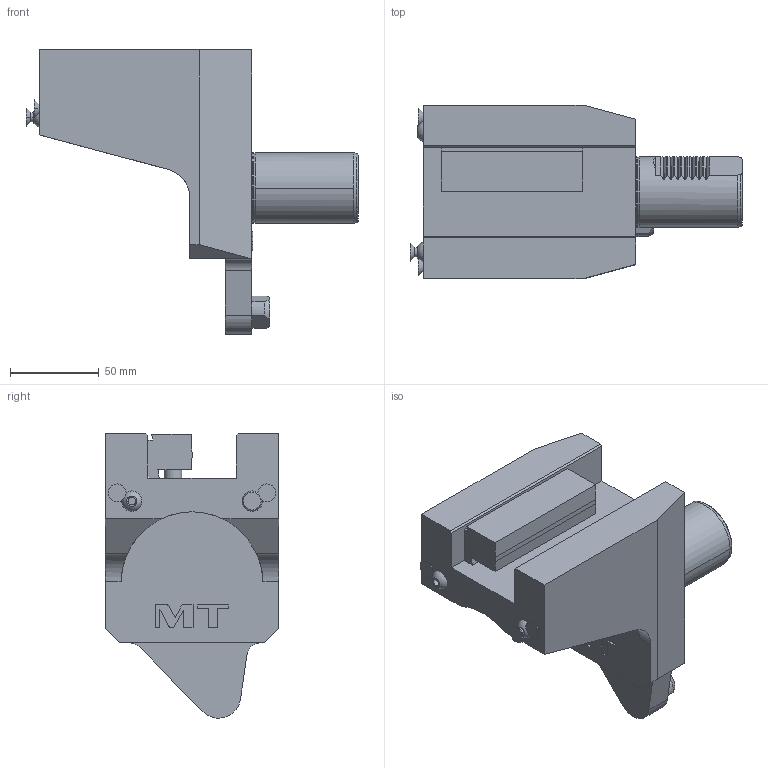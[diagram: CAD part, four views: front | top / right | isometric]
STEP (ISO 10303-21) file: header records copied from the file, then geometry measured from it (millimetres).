
FILE_DESCRIPTION((''),'2;1');
FILE_NAME('MZK0032500_CONF','2025-01-07T11:12:39',('fpalella'),('M.T. srl'),'CREO PARAMETRIC BY PTC INC, 2023352','CREO PARAMETRIC BY PTC INC, 2023352','');
FILE_SCHEMA(('CONFIG_CONTROL_DESIGN'));
Length unit declared in the file: millimetre
Products named in the file (1): MZK0032500_CONF
Bounding box: 187.45 x 98 x 160.48 mm (x, y, z)
Volume: 803419.2 mm3; surface area: 84038.9 mm2
Topology: 1 solids, 1 shells, 152 faces, 399 edges, 262 vertices
Faces by surface type: plane 93, cylinder 37, cone 13, torus 5, extrusion 2, sphere 2
Entity records: 5083 total; most frequent: CARTESIAN_POINT 1320, ORIENTED_EDGE 798, DIRECTION 723, EDGE_CURVE 399, VERTEX_POINT 262, VECTOR 253, LINE 251, AXIS2_PLACEMENT_3D 235
